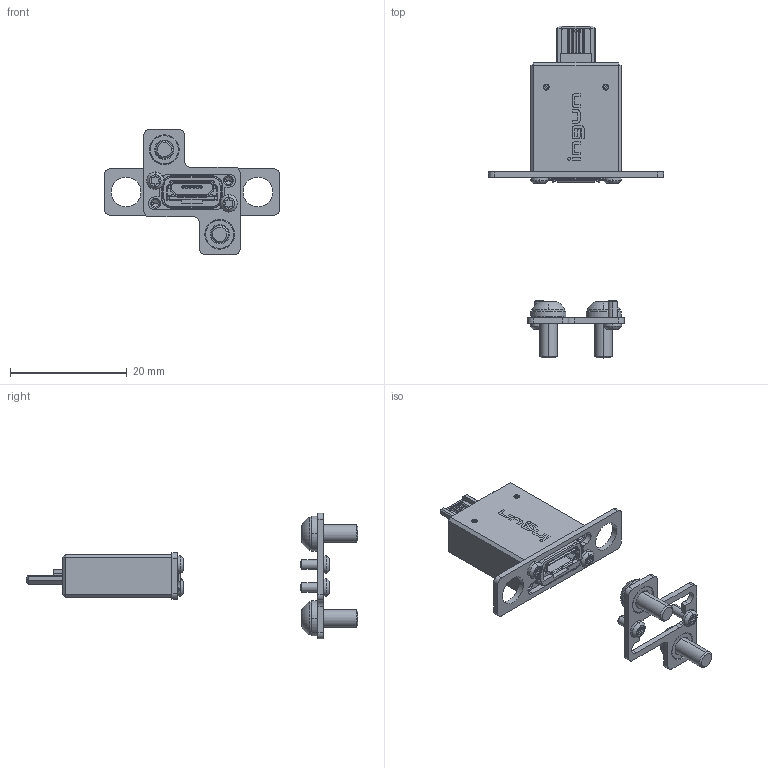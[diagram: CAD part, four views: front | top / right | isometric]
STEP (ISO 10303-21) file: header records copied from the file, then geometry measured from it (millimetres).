
FILE_DESCRIPTION (( 'STEP AP214' ), '1' );
FILE_NAME ('INGUN_112621.STEP', '2025-07-17T09:57:37', ( '' ), ( '' ), 'SwSTEP 2.0', 'SolidWorks 2023', '' );
FILE_SCHEMA (( 'AUTOMOTIVE_DESIGN' ));
Length unit declared in the file: millimetre
Products named in the file (1): INGUN_112621
Bounding box: 30 x 56.9 x 21.5 mm (x, y, z)
Volume: 2642.2 mm3; surface area: 3572.4 mm2
Topology: 11 solids, 11 shells, 838 faces, 2205 edges, 1408 vertices
Faces by surface type: plane 385, cylinder 327, cone 64, torus 32, bspline 30
Entity records: 34898 total; most frequent: CARTESIAN_POINT 5350, DIRECTION 4439, ORIENTED_EDGE 4378, EDGE_CURVE 2189, AXIS2_PLACEMENT_3D 1583, VERTEX_POINT 1408, LINE 1273, VECTOR 1273
